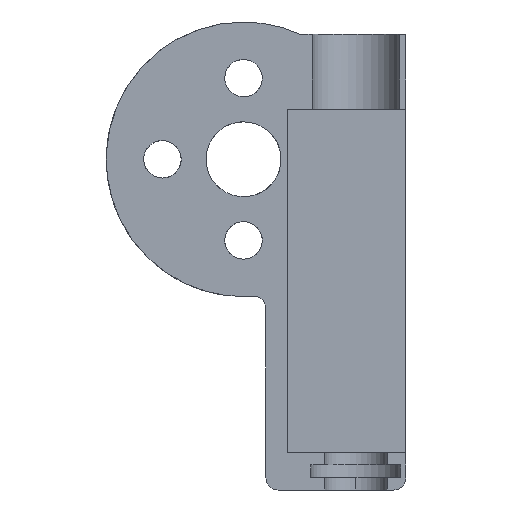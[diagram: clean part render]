
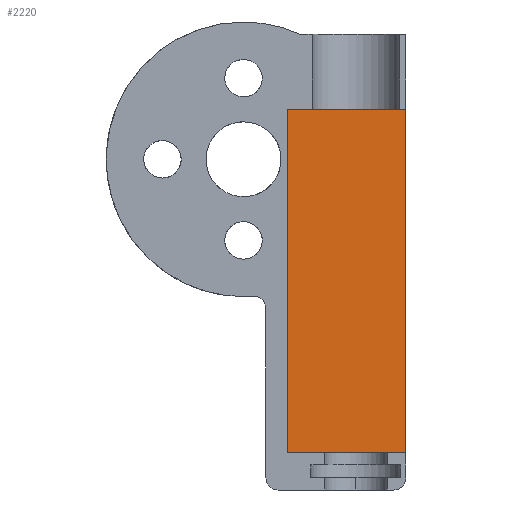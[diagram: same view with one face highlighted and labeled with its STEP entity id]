
A CAD part, front view. The second image highlights one B-rep face of the part: STEP entity #2220.
In plain terms, the highlighted planar face has unit normal (0, -1, 0).
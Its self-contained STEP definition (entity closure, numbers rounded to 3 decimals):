
#27 = VERTEX_POINT ( 'NONE', #886 ) ;
#72 = DIRECTION ( 'NONE',  ( 0., 0., -1. ) ) ;
#113 = VECTOR ( 'NONE', #72, 1000. ) ;
#160 = EDGE_CURVE ( 'NONE', #881, #27, #181, .T. ) ;
#181 = LINE ( 'NONE', #382, #610 ) ;
#276 = ORIENTED_EDGE ( 'NONE', *, *, #2257, .T. ) ;
#330 = EDGE_CURVE ( 'NONE', #2331, #881, #443, .T. ) ;
#340 = CARTESIAN_POINT ( 'NONE',  ( 3.5, 4.5, 4. ) ) ;
#382 = CARTESIAN_POINT ( 'NONE',  ( 3.5, 4.5, -23.498 ) ) ;
#443 = LINE ( 'NONE', #2118, #113 ) ;
#531 = ORIENTED_EDGE ( 'NONE', *, *, #2225, .F. ) ;
#599 = LINE ( 'NONE', #882, #2283 ) ;
#610 = VECTOR ( 'NONE', #1486, 1000. ) ;
#678 = DIRECTION ( 'NONE',  ( 1., 0., 0. ) ) ;
#685 = CARTESIAN_POINT ( 'NONE',  ( 3.5, 4.5, -23.498 ) ) ;
#881 = VERTEX_POINT ( 'NONE', #1133 ) ;
#882 = CARTESIAN_POINT ( 'NONE',  ( 13., 4.5, -23.498 ) ) ;
#886 = CARTESIAN_POINT ( 'NONE',  ( 13., 4.5, -23.498 ) ) ;
#923 = VECTOR ( 'NONE', #678, 1000. ) ;
#1014 = ORIENTED_EDGE ( 'NONE', *, *, #160, .T. ) ;
#1074 = CARTESIAN_POINT ( 'NONE',  ( 3.5, 4.5, 4. ) ) ;
#1133 = CARTESIAN_POINT ( 'NONE',  ( 3.5, 4.5, -23.498 ) ) ;
#1250 = AXIS2_PLACEMENT_3D ( 'NONE', #685, #2172, #1251 ) ;
#1251 = DIRECTION ( 'NONE',  ( 0., 0., -1. ) ) ;
#1454 = DIRECTION ( 'NONE',  ( 0., 0., 1. ) ) ;
#1457 = ORIENTED_EDGE ( 'NONE', *, *, #330, .T. ) ;
#1486 = DIRECTION ( 'NONE',  ( 1., 0., 0. ) ) ;
#1532 = VERTEX_POINT ( 'NONE', #1970 ) ;
#1910 = EDGE_LOOP ( 'NONE', ( #1014, #276, #531, #1457 ) ) ;
#1970 = CARTESIAN_POINT ( 'NONE',  ( 13., 4.5, 4. ) ) ;
#1987 = PLANE ( 'NONE',  #1250 ) ;
#2118 = CARTESIAN_POINT ( 'NONE',  ( 3.5, 4.5, 4. ) ) ;
#2172 = DIRECTION ( 'NONE',  ( 0., -1., 0. ) ) ;
#2202 = FACE_OUTER_BOUND ( 'NONE', #1910, .T. ) ;
#2220 = ADVANCED_FACE ( 'NONE', ( #2202 ), #1987, .T. ) ;
#2225 = EDGE_CURVE ( 'NONE', #2331, #1532, #2313, .T. ) ;
#2257 = EDGE_CURVE ( 'NONE', #27, #1532, #599, .T. ) ;
#2283 = VECTOR ( 'NONE', #1454, 1000. ) ;
#2313 = LINE ( 'NONE', #1074, #923 ) ;
#2331 = VERTEX_POINT ( 'NONE', #340 ) ;
